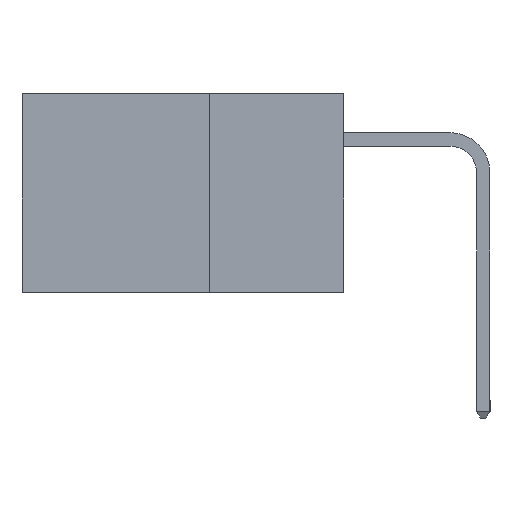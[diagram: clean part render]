
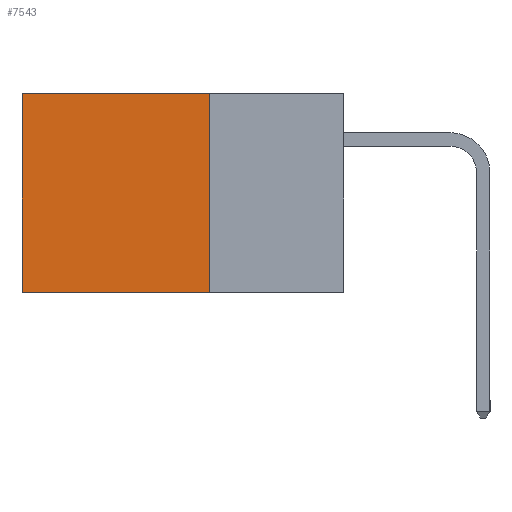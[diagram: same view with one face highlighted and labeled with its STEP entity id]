
A CAD part, left-side view. The second image highlights one B-rep face of the part: STEP entity #7543.
In plain terms, the highlighted planar face has unit normal (-1, 0, 0).
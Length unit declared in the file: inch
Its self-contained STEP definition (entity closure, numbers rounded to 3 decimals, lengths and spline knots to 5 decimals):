
#118 = DIRECTION ( 'NONE',  ( 0., 1., 0. ) ) ;
#135 = CARTESIAN_POINT ( 'NONE',  ( 0.2615, 0.25, 0. ) ) ;
#910 = VERTEX_POINT ( 'NONE', #4678 ) ;
#995 = EDGE_CURVE ( 'NONE', #910, #2212, #11078, .T. ) ;
#1356 = ORIENTED_EDGE ( 'NONE', *, *, #1905, .F. ) ;
#1508 = DIRECTION ( 'NONE',  ( 0., 0., -1. ) ) ;
#1850 = CARTESIAN_POINT ( 'NONE',  ( 0.2615, 0.25, -0.37 ) ) ;
#1885 = DIRECTION ( 'NONE',  ( 0., 0., -1. ) ) ;
#1905 = EDGE_CURVE ( 'NONE', #910, #10957, #4179, .T. ) ;
#2193 = VECTOR ( 'NONE', #1885, 39.37008 ) ;
#2212 = VERTEX_POINT ( 'NONE', #11846 ) ;
#2504 = ORIENTED_EDGE ( 'NONE', *, *, #2720, .T. ) ;
#2720 = EDGE_CURVE ( 'NONE', #2212, #3264, #4787, .T. ) ;
#2947 = CARTESIAN_POINT ( 'NONE',  ( 0.2615, 0.6, -0.37 ) ) ;
#3264 = VERTEX_POINT ( 'NONE', #9609 ) ;
#3790 = EDGE_LOOP ( 'NONE', ( #2504, #11366, #1356, #4788 ) ) ;
#4179 = LINE ( 'NONE', #1850, #6256 ) ;
#4678 = CARTESIAN_POINT ( 'NONE',  ( 0.2615, 0.25, 0. ) ) ;
#4787 = LINE ( 'NONE', #2947, #2193 ) ;
#4788 = ORIENTED_EDGE ( 'NONE', *, *, #995, .T. ) ;
#4808 = PLANE ( 'NONE',  #4812 ) ;
#4812 = AXIS2_PLACEMENT_3D ( 'NONE', #9177, #10967, #5685 ) ;
#5285 = DIRECTION ( 'NONE',  ( 0., 1., 0. ) ) ;
#5685 = DIRECTION ( 'NONE',  ( 0., 0., -1. ) ) ;
#6065 = FACE_OUTER_BOUND ( 'NONE', #3790, .T. ) ;
#6256 = VECTOR ( 'NONE', #1508, 39.37008 ) ;
#6396 = VECTOR ( 'NONE', #118, 39.37008 ) ;
#7260 = EDGE_CURVE ( 'NONE', #10957, #3264, #11454, .T. ) ;
#7543 = ADVANCED_FACE ( 'NONE', ( #6065 ), #4808, .F. ) ;
#8760 = CARTESIAN_POINT ( 'NONE',  ( 0.2615, 0.25, -0.37 ) ) ;
#9075 = VECTOR ( 'NONE', #5285, 39.37008 ) ;
#9177 = CARTESIAN_POINT ( 'NONE',  ( 0.2615, 0.25, -0.37 ) ) ;
#9609 = CARTESIAN_POINT ( 'NONE',  ( 0.2615, 0.6, -0.37 ) ) ;
#10957 = VERTEX_POINT ( 'NONE', #11301 ) ;
#10967 = DIRECTION ( 'NONE',  ( 1., 0., 0. ) ) ;
#11078 = LINE ( 'NONE', #135, #6396 ) ;
#11301 = CARTESIAN_POINT ( 'NONE',  ( 0.2615, 0.25, -0.37 ) ) ;
#11366 = ORIENTED_EDGE ( 'NONE', *, *, #7260, .F. ) ;
#11454 = LINE ( 'NONE', #8760, #9075 ) ;
#11846 = CARTESIAN_POINT ( 'NONE',  ( 0.2615, 0.6, 0. ) ) ;
